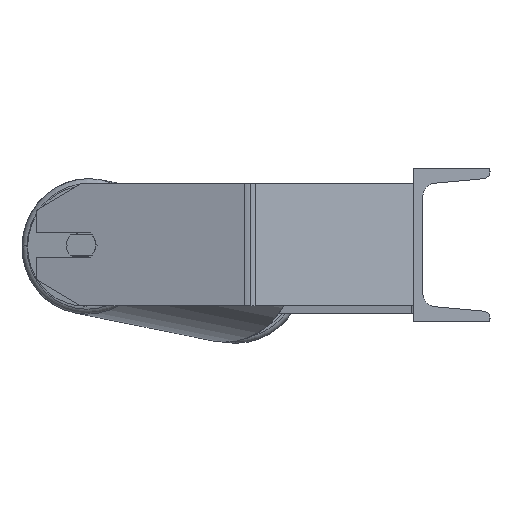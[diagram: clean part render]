
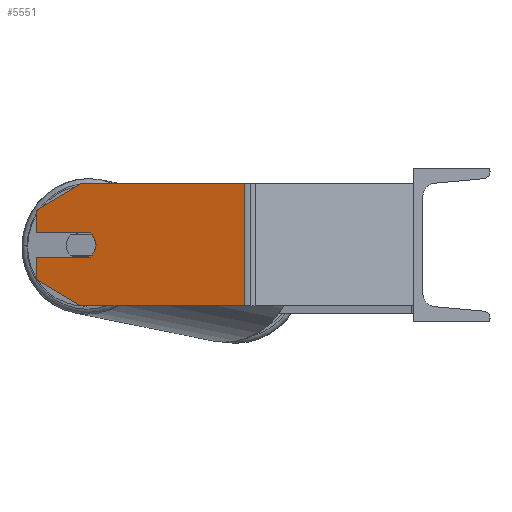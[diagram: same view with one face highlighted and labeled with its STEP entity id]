
A CAD part, left-side view. The second image highlights one B-rep face of the part: STEP entity #5551.
In plain terms, the highlighted planar face has unit normal (-0.966, 0.259, 0).
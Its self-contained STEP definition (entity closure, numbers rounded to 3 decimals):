
#29 = DIRECTION ( 'NONE',  ( -0.259, -0.966, 0. ) ) ;
#197 = EDGE_CURVE ( 'NONE', #8889, #8591, #3540, .T. ) ;
#306 = LINE ( 'NONE', #8616, #7317 ) ;
#313 = EDGE_CURVE ( 'NONE', #4945, #6712, #3684, .T. ) ;
#386 = CARTESIAN_POINT ( 'NONE',  ( -566.545, 247.222, 8. ) ) ;
#481 = LINE ( 'NONE', #386, #2115 ) ;
#725 = CIRCLE ( 'NONE', #8690, 10. ) ;
#731 = VECTOR ( 'NONE', #6501, 1000. ) ;
#905 = ORIENTED_EDGE ( 'NONE', *, *, #7077, .T. ) ;
#1089 = EDGE_CURVE ( 'NONE', #5897, #4396, #725, .T. ) ;
#1090 = LINE ( 'NONE', #3217, #8915 ) ;
#1351 = PLANE ( 'NONE',  #7755 ) ;
#1366 = VECTOR ( 'NONE', #7610, 1000. ) ;
#1535 = VERTEX_POINT ( 'NONE', #7014 ) ;
#1555 = ORIENTED_EDGE ( 'NONE', *, *, #5842, .T. ) ;
#1587 = VECTOR ( 'NONE', #29, 1000. ) ;
#1601 = EDGE_CURVE ( 'NONE', #8591, #8838, #3731, .T. ) ;
#1620 = CARTESIAN_POINT ( 'NONE',  ( -575.863, 212.449, 8. ) ) ;
#1624 = ORIENTED_EDGE ( 'NONE', *, *, #7017, .F. ) ;
#1708 = ORIENTED_EDGE ( 'NONE', *, *, #3182, .F. ) ;
#1798 = CARTESIAN_POINT ( 'NONE',  ( -566.545, 247.222, 22.679 ) ) ;
#1964 = LINE ( 'NONE', #7697, #5284 ) ;
#2070 = VERTEX_POINT ( 'NONE', #4784 ) ;
#2115 = VECTOR ( 'NONE', #4025, 1000. ) ;
#2177 = VERTEX_POINT ( 'NONE', #1798 ) ;
#2236 = CARTESIAN_POINT ( 'NONE',  ( -566.545, 247.222, 40. ) ) ;
#2412 = ORIENTED_EDGE ( 'NONE', *, *, #8094, .F. ) ;
#2503 = ORIENTED_EDGE ( 'NONE', *, *, #1089, .F. ) ;
#3182 = EDGE_CURVE ( 'NONE', #4396, #2070, #481, .T. ) ;
#3217 = CARTESIAN_POINT ( 'NONE',  ( -603.049, 110.991, 40. ) ) ;
#3537 = ORIENTED_EDGE ( 'NONE', *, *, #197, .T. ) ;
#3540 = LINE ( 'NONE', #4278, #8373 ) ;
#3545 = CARTESIAN_POINT ( 'NONE',  ( -574.31, 218.245, 0. ) ) ;
#3684 = LINE ( 'NONE', #8579, #1587 ) ;
#3731 = LINE ( 'NONE', #4331, #731 ) ;
#4025 = DIRECTION ( 'NONE',  ( 0.259, 0.966, 0. ) ) ;
#4047 = ORIENTED_EDGE ( 'NONE', *, *, #1601, .T. ) ;
#4278 = CARTESIAN_POINT ( 'NONE',  ( -574.31, 218.245, -40. ) ) ;
#4312 = FACE_OUTER_BOUND ( 'NONE', #6390, .T. ) ;
#4331 = CARTESIAN_POINT ( 'NONE',  ( -566.545, 247.222, -40. ) ) ;
#4363 = CARTESIAN_POINT ( 'NONE',  ( -576.898, 208.585, 0. ) ) ;
#4396 = VERTEX_POINT ( 'NONE', #1620 ) ;
#4643 = ORIENTED_EDGE ( 'NONE', *, *, #9127, .T. ) ;
#4676 = CARTESIAN_POINT ( 'NONE',  ( -603.049, 110.991, -40. ) ) ;
#4702 = DIRECTION ( 'NONE',  ( -0.259, -0.966, 0. ) ) ;
#4784 = CARTESIAN_POINT ( 'NONE',  ( -566.545, 247.222, 8. ) ) ;
#4897 = DIRECTION ( 'NONE',  ( -0.966, 0.259, 0. ) ) ;
#4945 = VERTEX_POINT ( 'NONE', #6129 ) ;
#5011 = CARTESIAN_POINT ( 'NONE',  ( -574.31, 218.245, -40. ) ) ;
#5049 = DIRECTION ( 'NONE',  ( 0.259, 0.966, 0. ) ) ;
#5284 = VECTOR ( 'NONE', #4702, 1000. ) ;
#5526 = CARTESIAN_POINT ( 'NONE',  ( -566.545, 247.222, 22.679 ) ) ;
#5551 = ADVANCED_FACE ( 'NONE', ( #4312 ), #1351, .F. ) ;
#5577 = LINE ( 'NONE', #9005, #9103 ) ;
#5621 = DIRECTION ( 'NONE',  ( -0.966, 0.259, 0. ) ) ;
#5842 = EDGE_CURVE ( 'NONE', #2177, #2070, #306, .T. ) ;
#5891 = VERTEX_POINT ( 'NONE', #8063 ) ;
#5897 = VERTEX_POINT ( 'NONE', #4363 ) ;
#6129 = CARTESIAN_POINT ( 'NONE',  ( -566.545, 247.222, -8. ) ) ;
#6356 = DIRECTION ( 'NONE',  ( -0.259, -0.966, 0. ) ) ;
#6390 = EDGE_LOOP ( 'NONE', ( #905, #3537, #4047, #9124, #2412, #4643, #1555, #1708, #2503, #1624, #7399 ) ) ;
#6501 = DIRECTION ( 'NONE',  ( -0.259, -0.966, 0. ) ) ;
#6508 = CARTESIAN_POINT ( 'NONE',  ( -575.863, 212.449, -8. ) ) ;
#6597 = CARTESIAN_POINT ( 'NONE',  ( -566.545, 247.222, -22.679 ) ) ;
#6667 = DIRECTION ( 'NONE',  ( 0., 0., -1. ) ) ;
#6712 = VERTEX_POINT ( 'NONE', #6508 ) ;
#7014 = CARTESIAN_POINT ( 'NONE',  ( -603.049, 110.991, 40. ) ) ;
#7017 = EDGE_CURVE ( 'NONE', #6712, #5897, #8964, .T. ) ;
#7077 = EDGE_CURVE ( 'NONE', #4945, #8889, #5577, .T. ) ;
#7094 = DIRECTION ( 'NONE',  ( -0.224, -0.837, -0.5 ) ) ;
#7177 = DIRECTION ( 'NONE',  ( 0.966, -0.259, 0. ) ) ;
#7317 = VECTOR ( 'NONE', #6667, 1000. ) ;
#7399 = ORIENTED_EDGE ( 'NONE', *, *, #313, .F. ) ;
#7610 = DIRECTION ( 'NONE',  ( 0.224, 0.837, -0.5 ) ) ;
#7636 = AXIS2_PLACEMENT_3D ( 'NONE', #3545, #5621, #6356 ) ;
#7676 = CARTESIAN_POINT ( 'NONE',  ( -574.31, 218.245, 0. ) ) ;
#7697 = CARTESIAN_POINT ( 'NONE',  ( -566.545, 247.222, 40. ) ) ;
#7755 = AXIS2_PLACEMENT_3D ( 'NONE', #2236, #7177, #5049 ) ;
#7765 = DIRECTION ( 'NONE',  ( -0.259, -0.966, 0. ) ) ;
#8063 = CARTESIAN_POINT ( 'NONE',  ( -574.31, 218.245, 40. ) ) ;
#8094 = EDGE_CURVE ( 'NONE', #5891, #1535, #1964, .T. ) ;
#8317 = EDGE_CURVE ( 'NONE', #1535, #8838, #1090, .T. ) ;
#8373 = VECTOR ( 'NONE', #7094, 1000. ) ;
#8401 = DIRECTION ( 'NONE',  ( 0., 0., -1. ) ) ;
#8579 = CARTESIAN_POINT ( 'NONE',  ( -575.863, 212.449, -8. ) ) ;
#8591 = VERTEX_POINT ( 'NONE', #5011 ) ;
#8616 = CARTESIAN_POINT ( 'NONE',  ( -566.545, 247.222, 40. ) ) ;
#8690 = AXIS2_PLACEMENT_3D ( 'NONE', #7676, #4897, #7765 ) ;
#8838 = VERTEX_POINT ( 'NONE', #4676 ) ;
#8857 = DIRECTION ( 'NONE',  ( 0., 0., -1. ) ) ;
#8889 = VERTEX_POINT ( 'NONE', #6597 ) ;
#8915 = VECTOR ( 'NONE', #8857, 1000. ) ;
#8964 = CIRCLE ( 'NONE', #7636, 10. ) ;
#9003 = LINE ( 'NONE', #5526, #1366 ) ;
#9005 = CARTESIAN_POINT ( 'NONE',  ( -566.545, 247.222, 40. ) ) ;
#9103 = VECTOR ( 'NONE', #8401, 1000. ) ;
#9124 = ORIENTED_EDGE ( 'NONE', *, *, #8317, .F. ) ;
#9127 = EDGE_CURVE ( 'NONE', #5891, #2177, #9003, .T. ) ;
